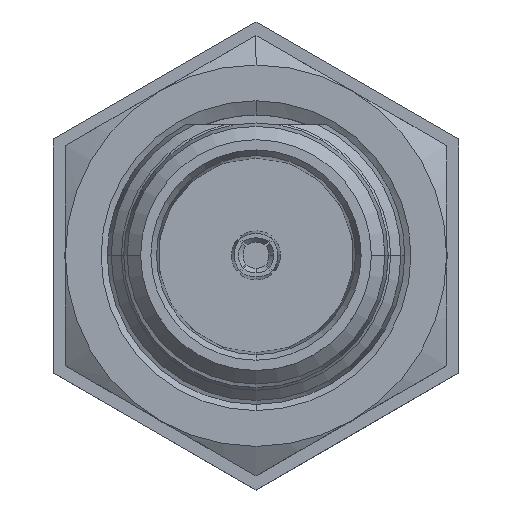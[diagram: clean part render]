
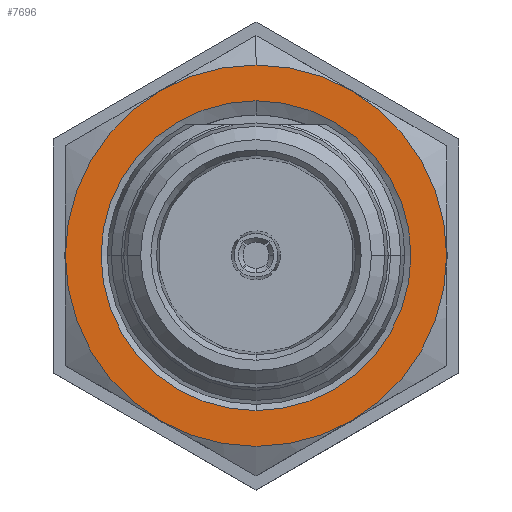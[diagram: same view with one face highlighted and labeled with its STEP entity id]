
A CAD part, top view. The second image highlights one B-rep face of the part: STEP entity #7696.
In plain terms, the highlighted planar face has unit normal (0, 0, 1).
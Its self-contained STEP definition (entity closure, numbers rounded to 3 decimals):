
#630 = EDGE_CURVE ( 'NONE', #3662, #21942, #775, .T. ) ;
#639 = DIRECTION ( 'NONE',  ( 0., -1., 0. ) ) ;
#688 = DIRECTION ( 'NONE',  ( 0., 0., 1. ) ) ;
#702 = CIRCLE ( 'NONE', #14856, 8. ) ;
#775 = CIRCLE ( 'NONE', #16707, 8. ) ;
#828 = AXIS2_PLACEMENT_3D ( 'NONE', #11942, #1262, #13762 ) ;
#985 = CARTESIAN_POINT ( 'NONE',  ( 8., 0., -13.85 ) ) ;
#1027 = EDGE_CURVE ( 'NONE', #22121, #2915, #21754, .T. ) ;
#1257 = VERTEX_POINT ( 'NONE', #17353 ) ;
#1262 = DIRECTION ( 'NONE',  ( 0., 0., 1. ) ) ;
#1627 = AXIS2_PLACEMENT_3D ( 'NONE', #18230, #3622, #18747 ) ;
#2157 = CARTESIAN_POINT ( 'NONE',  ( 0., 0., -13.85 ) ) ;
#2165 = ORIENTED_EDGE ( 'NONE', *, *, #6783, .T. ) ;
#2563 = CARTESIAN_POINT ( 'NONE',  ( -4., 6.928, -13.85 ) ) ;
#2915 = VERTEX_POINT ( 'NONE', #10610 ) ;
#3536 = CARTESIAN_POINT ( 'NONE',  ( 0., 0., -13.85 ) ) ;
#3622 = DIRECTION ( 'NONE',  ( 0., 0., 1. ) ) ;
#3662 = VERTEX_POINT ( 'NONE', #12168 ) ;
#3906 = DIRECTION ( 'NONE',  ( 0., -1., 0. ) ) ;
#4134 = DIRECTION ( 'NONE',  ( 0., 0., 1. ) ) ;
#4255 = ORIENTED_EDGE ( 'NONE', *, *, #630, .T. ) ;
#4354 = CIRCLE ( 'NONE', #828, 8. ) ;
#4446 = CIRCLE ( 'NONE', #4657, 8. ) ;
#4657 = AXIS2_PLACEMENT_3D ( 'NONE', #2157, #14655, #3906 ) ;
#4731 = EDGE_CURVE ( 'NONE', #10278, #14579, #4446, .T. ) ;
#5005 = CIRCLE ( 'NONE', #7866, 8. ) ;
#5327 = DIRECTION ( 'NONE',  ( 0., -1., 0. ) ) ;
#6633 = DIRECTION ( 'NONE',  ( 0., 0., 1. ) ) ;
#6672 = ORIENTED_EDGE ( 'NONE', *, *, #11551, .T. ) ;
#6783 = EDGE_CURVE ( 'NONE', #14579, #21008, #4354, .T. ) ;
#6983 = CARTESIAN_POINT ( 'NONE',  ( 0., 0., -13.85 ) ) ;
#7528 = ORIENTED_EDGE ( 'NONE', *, *, #12408, .T. ) ;
#7696 = ADVANCED_FACE ( 'NONE', ( #23116, #8788 ), #10913, .F. ) ;
#7866 = AXIS2_PLACEMENT_3D ( 'NONE', #6983, #19558, #8787 ) ;
#7948 = CIRCLE ( 'NONE', #18276, 6.5 ) ;
#8165 = AXIS2_PLACEMENT_3D ( 'NONE', #9199, #21768, #10987 ) ;
#8787 = DIRECTION ( 'NONE',  ( 0., -1., 0. ) ) ;
#8788 = FACE_OUTER_BOUND ( 'NONE', #13430, .T. ) ;
#8884 = VERTEX_POINT ( 'NONE', #20200 ) ;
#8891 = EDGE_CURVE ( 'NONE', #8884, #10278, #19751, .T. ) ;
#9199 = CARTESIAN_POINT ( 'NONE',  ( 0., 8., -13.85 ) ) ;
#10087 = ORIENTED_EDGE ( 'NONE', *, *, #21170, .T. ) ;
#10278 = VERTEX_POINT ( 'NONE', #22869 ) ;
#10294 = AXIS2_PLACEMENT_3D ( 'NONE', #11371, #688, #13181 ) ;
#10610 = CARTESIAN_POINT ( 'NONE',  ( 0., -6.5, -13.85 ) ) ;
#10730 = CARTESIAN_POINT ( 'NONE',  ( 4., -6.928, -13.85 ) ) ;
#10886 = EDGE_LOOP ( 'NONE', ( #16579, #16625 ) ) ;
#10913 = PLANE ( 'NONE',  #8165 ) ;
#10987 = DIRECTION ( 'NONE',  ( 0., 1., 0. ) ) ;
#11315 = DIRECTION ( 'NONE',  ( 0., 0., 1. ) ) ;
#11371 = CARTESIAN_POINT ( 'NONE',  ( 0., 0., -13.85 ) ) ;
#11551 = EDGE_CURVE ( 'NONE', #21008, #1257, #5005, .T. ) ;
#11942 = CARTESIAN_POINT ( 'NONE',  ( 0., 0., -13.85 ) ) ;
#11949 = EDGE_CURVE ( 'NONE', #2915, #22121, #7948, .T. ) ;
#12168 = CARTESIAN_POINT ( 'NONE',  ( 0., 8., -13.85 ) ) ;
#12408 = EDGE_CURVE ( 'NONE', #21942, #8884, #18043, .T. ) ;
#13181 = DIRECTION ( 'NONE',  ( 0., -1., 0. ) ) ;
#13430 = EDGE_LOOP ( 'NONE', ( #2165, #6672, #10087, #4255, #7528, #16194, #18390 ) ) ;
#13762 = DIRECTION ( 'NONE',  ( 0., -1., 0. ) ) ;
#14579 = VERTEX_POINT ( 'NONE', #10730 ) ;
#14655 = DIRECTION ( 'NONE',  ( 0., 0., 1. ) ) ;
#14856 = AXIS2_PLACEMENT_3D ( 'NONE', #3536, #16074, #5327 ) ;
#16074 = DIRECTION ( 'NONE',  ( 0., 0., 1. ) ) ;
#16194 = ORIENTED_EDGE ( 'NONE', *, *, #8891, .T. ) ;
#16579 = ORIENTED_EDGE ( 'NONE', *, *, #11949, .F. ) ;
#16625 = ORIENTED_EDGE ( 'NONE', *, *, #1027, .F. ) ;
#16683 = CARTESIAN_POINT ( 'NONE',  ( 0., 0., -13.85 ) ) ;
#16707 = AXIS2_PLACEMENT_3D ( 'NONE', #16683, #4134, #18884 ) ;
#16891 = AXIS2_PLACEMENT_3D ( 'NONE', #22100, #11315, #639 ) ;
#17353 = CARTESIAN_POINT ( 'NONE',  ( 4., 6.928, -13.85 ) ) ;
#17387 = CARTESIAN_POINT ( 'NONE',  ( 0., 0., -13.85 ) ) ;
#18043 = CIRCLE ( 'NONE', #16891, 8. ) ;
#18230 = CARTESIAN_POINT ( 'NONE',  ( 0., 0., -13.85 ) ) ;
#18276 = AXIS2_PLACEMENT_3D ( 'NONE', #17387, #6633, #19210 ) ;
#18390 = ORIENTED_EDGE ( 'NONE', *, *, #4731, .T. ) ;
#18747 = DIRECTION ( 'NONE',  ( 0., -1., 0. ) ) ;
#18884 = DIRECTION ( 'NONE',  ( 0., -1., 0. ) ) ;
#19210 = DIRECTION ( 'NONE',  ( 0., -1., 0. ) ) ;
#19558 = DIRECTION ( 'NONE',  ( 0., 0., 1. ) ) ;
#19751 = CIRCLE ( 'NONE', #10294, 8. ) ;
#20200 = CARTESIAN_POINT ( 'NONE',  ( -8., 0., -13.85 ) ) ;
#20965 = CARTESIAN_POINT ( 'NONE',  ( 0., 6.5, -13.85 ) ) ;
#21008 = VERTEX_POINT ( 'NONE', #985 ) ;
#21170 = EDGE_CURVE ( 'NONE', #1257, #3662, #702, .T. ) ;
#21754 = CIRCLE ( 'NONE', #1627, 6.5 ) ;
#21768 = DIRECTION ( 'NONE',  ( 0., 0., -1. ) ) ;
#21942 = VERTEX_POINT ( 'NONE', #2563 ) ;
#22100 = CARTESIAN_POINT ( 'NONE',  ( 0., 0., -13.85 ) ) ;
#22121 = VERTEX_POINT ( 'NONE', #20965 ) ;
#22869 = CARTESIAN_POINT ( 'NONE',  ( -4., -6.928, -13.85 ) ) ;
#23116 = FACE_BOUND ( 'NONE', #10886, .T. ) ;
